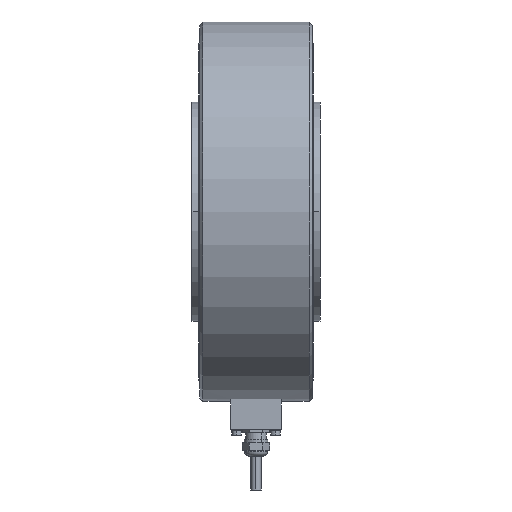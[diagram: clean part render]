
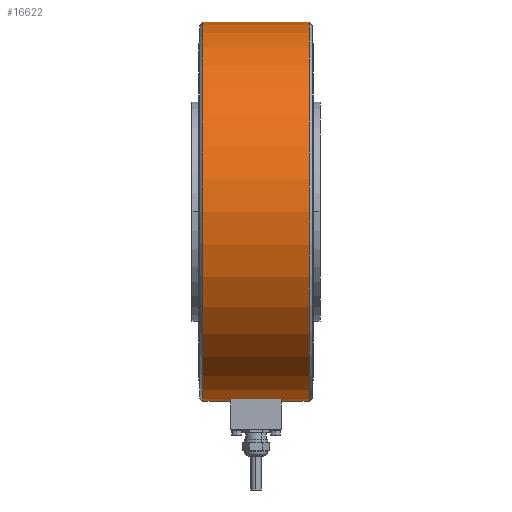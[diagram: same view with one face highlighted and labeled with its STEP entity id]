
A CAD part, left-side view. The second image highlights one B-rep face of the part: STEP entity #16622.
In plain terms, the highlighted cylindrical face has radius 112.5 mm (diameter 225 mm), a partial arc.
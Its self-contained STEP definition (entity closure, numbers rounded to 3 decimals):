
#1 = LINE ( 'NONE', #17231, #6812 ) ;
#111 = DIRECTION ( 'NONE',  ( 0., 0., -1. ) ) ;
#602 = DIRECTION ( 'NONE',  ( 0., 0., 1. ) ) ;
#650 = DIRECTION ( 'NONE',  ( 0., 1., 0. ) ) ;
#1096 = CARTESIAN_POINT ( 'NONE',  ( 0., 2., -112.5 ) ) ;
#1464 = VECTOR ( 'NONE', #17956, 1000. ) ;
#1640 = DIRECTION ( 'NONE',  ( 0., 0., 1. ) ) ;
#1882 = EDGE_CURVE ( 'NONE', #4446, #17714, #16400, .T. ) ;
#2288 = CARTESIAN_POINT ( 'NONE',  ( 0., 65., -112.5 ) ) ;
#3534 = VERTEX_POINT ( 'NONE', #2288 ) ;
#3636 = DIRECTION ( 'NONE',  ( 0., -1., 0. ) ) ;
#3835 = DIRECTION ( 'NONE',  ( 0., 0., 1. ) ) ;
#4312 = DIRECTION ( 'NONE',  ( 0., -1., 0. ) ) ;
#4358 = VERTEX_POINT ( 'NONE', #17405 ) ;
#4446 = VERTEX_POINT ( 'NONE', #1096 ) ;
#4729 = CARTESIAN_POINT ( 'NONE',  ( 0., 18.4, -112.5 ) ) ;
#4768 = CARTESIAN_POINT ( 'NONE',  ( 0., 2., 0. ) ) ;
#4915 = CARTESIAN_POINT ( 'NONE',  ( 0., 48.6, -112.5 ) ) ;
#5000 = ORIENTED_EDGE ( 'NONE', *, *, #13851, .T. ) ;
#5463 = CARTESIAN_POINT ( 'NONE',  ( 0., 18.4, 0. ) ) ;
#6337 = DIRECTION ( 'NONE',  ( 0., -1., 0. ) ) ;
#6626 = ORIENTED_EDGE ( 'NONE', *, *, #18439, .T. ) ;
#6812 = VECTOR ( 'NONE', #4312, 1000. ) ;
#6816 = AXIS2_PLACEMENT_3D ( 'NONE', #5463, #13757, #16882 ) ;
#6913 = CARTESIAN_POINT ( 'NONE',  ( 0., 65., 0. ) ) ;
#7978 = CARTESIAN_POINT ( 'NONE',  ( 0., 67., 0. ) ) ;
#8039 = DIRECTION ( 'NONE',  ( 0., 1., 0. ) ) ;
#8884 = AXIS2_PLACEMENT_3D ( 'NONE', #6913, #3636, #602 ) ;
#8888 = CARTESIAN_POINT ( 'NONE',  ( -18.31, 48.6, -111. ) ) ;
#9186 = EDGE_LOOP ( 'NONE', ( #9442, #5000, #16208, #16273, #6626, #18532, #18416, #17317 ) ) ;
#9442 = ORIENTED_EDGE ( 'NONE', *, *, #17577, .F. ) ;
#9562 = CARTESIAN_POINT ( 'NONE',  ( 0., 2., 112.5 ) ) ;
#10574 = CARTESIAN_POINT ( 'NONE',  ( 0., 67., -112.5 ) ) ;
#11179 = EDGE_CURVE ( 'NONE', #15989, #4446, #17738, .T. ) ;
#11611 = CARTESIAN_POINT ( 'NONE',  ( -18.31, 67., -111. ) ) ;
#12068 = VERTEX_POINT ( 'NONE', #8888 ) ;
#12247 = VERTEX_POINT ( 'NONE', #17057 ) ;
#12453 = EDGE_CURVE ( 'NONE', #3534, #14250, #19256, .T. ) ;
#13667 = LINE ( 'NONE', #11611, #16461 ) ;
#13757 = DIRECTION ( 'NONE',  ( 0., 1., 0. ) ) ;
#13851 = EDGE_CURVE ( 'NONE', #4358, #3534, #15918, .T. ) ;
#14250 = VERTEX_POINT ( 'NONE', #4915 ) ;
#14483 = AXIS2_PLACEMENT_3D ( 'NONE', #4768, #8039, #1640 ) ;
#15101 = EDGE_CURVE ( 'NONE', #14250, #12068, #18918, .T. ) ;
#15203 = VECTOR ( 'NONE', #20478, 1000. ) ;
#15885 = AXIS2_PLACEMENT_3D ( 'NONE', #7978, #6337, #111 ) ;
#15918 = CIRCLE ( 'NONE', #8884, 112.5 ) ;
#15989 = VERTEX_POINT ( 'NONE', #4729 ) ;
#16208 = ORIENTED_EDGE ( 'NONE', *, *, #12453, .T. ) ;
#16273 = ORIENTED_EDGE ( 'NONE', *, *, #15101, .T. ) ;
#16277 = CYLINDRICAL_SURFACE ( 'NONE', #15885, 112.5 ) ;
#16400 = CIRCLE ( 'NONE', #14483, 112.5 ) ;
#16461 = VECTOR ( 'NONE', #18315, 1000. ) ;
#16622 = ADVANCED_FACE ( 'NONE', ( #16791 ), #16277, .T. ) ;
#16791 = FACE_OUTER_BOUND ( 'NONE', #9186, .T. ) ;
#16882 = DIRECTION ( 'NONE',  ( 0., 0., -1. ) ) ;
#17057 = CARTESIAN_POINT ( 'NONE',  ( -18.31, 18.4, -111. ) ) ;
#17231 = CARTESIAN_POINT ( 'NONE',  ( 0., 67., 112.5 ) ) ;
#17317 = ORIENTED_EDGE ( 'NONE', *, *, #1882, .T. ) ;
#17338 = EDGE_CURVE ( 'NONE', #15989, #12247, #17761, .T. ) ;
#17405 = CARTESIAN_POINT ( 'NONE',  ( 0., 65., 112.5 ) ) ;
#17577 = EDGE_CURVE ( 'NONE', #4358, #17714, #1, .T. ) ;
#17714 = VERTEX_POINT ( 'NONE', #9562 ) ;
#17738 = LINE ( 'NONE', #10574, #15203 ) ;
#17761 = CIRCLE ( 'NONE', #6816, 112.5 ) ;
#17956 = DIRECTION ( 'NONE',  ( 0., -1., 0. ) ) ;
#18315 = DIRECTION ( 'NONE',  ( 0., -1., 0. ) ) ;
#18416 = ORIENTED_EDGE ( 'NONE', *, *, #11179, .T. ) ;
#18432 = AXIS2_PLACEMENT_3D ( 'NONE', #18614, #650, #3835 ) ;
#18439 = EDGE_CURVE ( 'NONE', #12068, #12247, #13667, .T. ) ;
#18532 = ORIENTED_EDGE ( 'NONE', *, *, #17338, .F. ) ;
#18614 = CARTESIAN_POINT ( 'NONE',  ( 0., 48.6, 0. ) ) ;
#18918 = CIRCLE ( 'NONE', #18432, 112.5 ) ;
#19256 = LINE ( 'NONE', #19452, #1464 ) ;
#19452 = CARTESIAN_POINT ( 'NONE',  ( 0., 67., -112.5 ) ) ;
#20478 = DIRECTION ( 'NONE',  ( 0., -1., 0. ) ) ;
